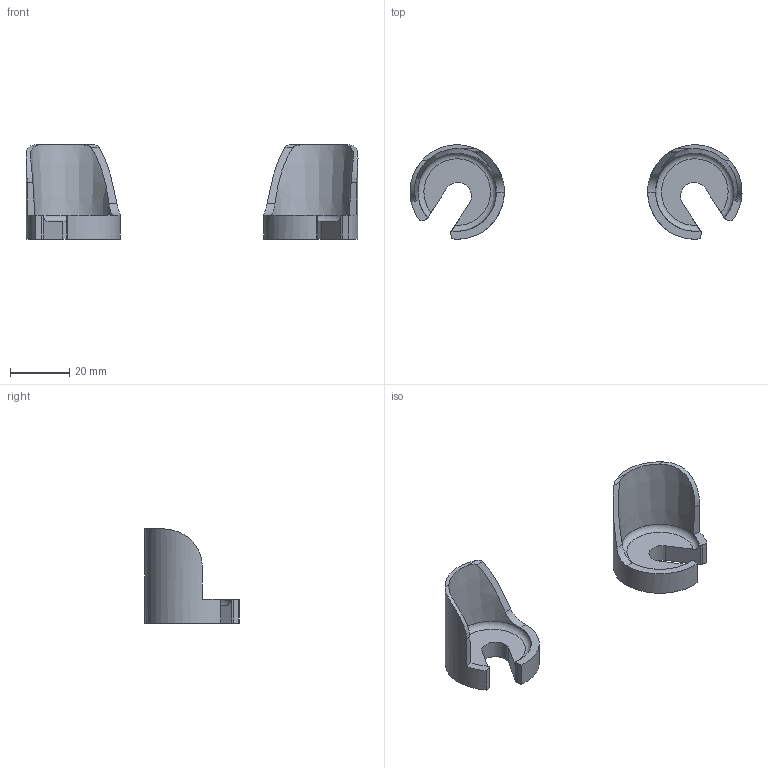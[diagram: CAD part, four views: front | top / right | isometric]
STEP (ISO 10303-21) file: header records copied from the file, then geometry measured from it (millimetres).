
FILE_DESCRIPTION (( 'STEP AP214' ), '1' );
FILE_NAME ('DR2047LR.STEP', '2012-07-16T18:14:37', ( '' ), ( '' ), 'SwSTEP 2.0', 'SolidWorks 2012', '' );
FILE_SCHEMA (( 'AUTOMOTIVE_DESIGN' ));
Length unit declared in the file: millimetre
Products named in the file (3): DR2047LR; DR2047L; DR2047R
Assembly tree (2 placements, depth 2):
  DR2047LR
    DR2047L
    DR2047R
Bounding box: 111.74 x 31.73 x 31.75 mm (x, y, z)
Volume: 12153.1 mm3; surface area: 8317.9 mm2
Topology: 2 solids, 2 shells, 40 faces, 108 edges, 72 vertices
Faces by surface type: plane 22, cylinder 14, cone 2, torus 2
Entity records: 1600 total; most frequent: CARTESIAN_POINT 505, ORIENTED_EDGE 216, DIRECTION 204, EDGE_CURVE 108, AXIS2_PLACEMENT_3D 75, VERTEX_POINT 72, VECTOR 54, LINE 54
